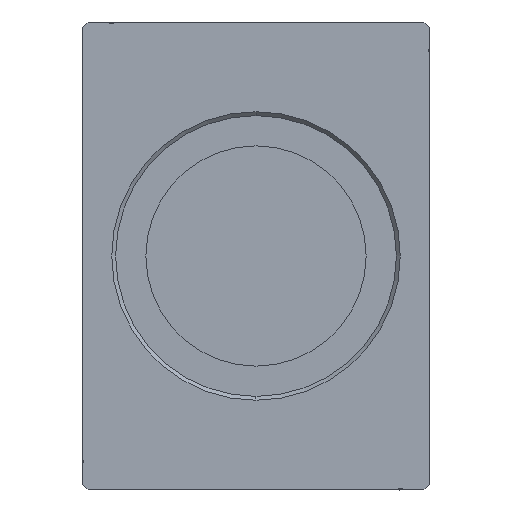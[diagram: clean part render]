
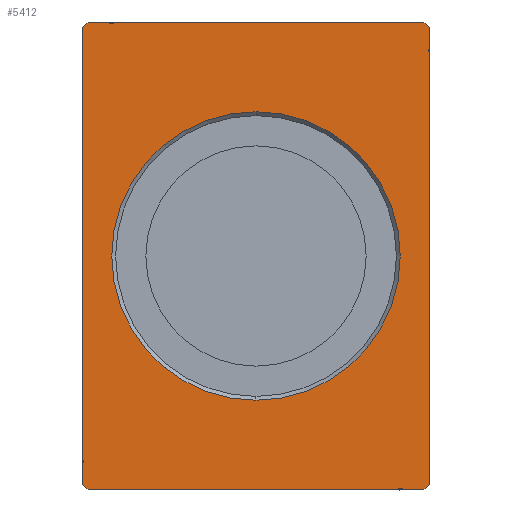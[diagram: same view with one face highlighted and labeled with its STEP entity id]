
A CAD part, left-side view. The second image highlights one B-rep face of the part: STEP entity #5412.
In plain terms, the highlighted planar face has unit normal (-1, 0, 0).
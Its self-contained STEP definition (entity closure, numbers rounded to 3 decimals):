
#442 = ORIENTED_EDGE ( 'NONE', *, *, #26690, .T. ) ;
#554 = DIRECTION ( 'NONE',  ( 0., -0.707, 0.707 ) ) ;
#1020 = ORIENTED_EDGE ( 'NONE', *, *, #35901, .F. ) ;
#1033 = DIRECTION ( 'NONE',  ( 0., -1., 0. ) ) ;
#1720 = LINE ( 'NONE', #17276, #32423 ) ;
#2116 = ORIENTED_EDGE ( 'NONE', *, *, #31325, .T. ) ;
#2528 = CARTESIAN_POINT ( 'NONE',  ( 0., 0., 0. ) ) ;
#2615 = EDGE_CURVE ( 'NONE', #33875, #21777, #19297, .T. ) ;
#2803 = ORIENTED_EDGE ( 'NONE', *, *, #33977, .F. ) ;
#3792 = CARTESIAN_POINT ( 'NONE',  ( 0., 0., -26.2 ) ) ;
#4182 = EDGE_CURVE ( 'NONE', #6717, #9531, #29731, .T. ) ;
#4796 = CARTESIAN_POINT ( 'NONE',  ( 0., 0., 26.2 ) ) ;
#4849 = DIRECTION ( 'NONE',  ( 0., 1., 0. ) ) ;
#5132 = DIRECTION ( 'NONE',  ( 0., 0.707, -0.707 ) ) ;
#5246 = CARTESIAN_POINT ( 'NONE',  ( 0., 0., 0. ) ) ;
#5412 = ADVANCED_FACE ( 'NONE', ( #37508, #11856 ), #6039, .F. ) ;
#6039 = PLANE ( 'NONE',  #19114 ) ;
#6434 = CARTESIAN_POINT ( 'NONE',  ( 0., -31.5, 41.5 ) ) ;
#6717 = VERTEX_POINT ( 'NONE', #17822 ) ;
#6844 = DIRECTION ( 'NONE',  ( 0., 0., -1. ) ) ;
#8735 = CARTESIAN_POINT ( 'NONE',  ( 0., 31.5, 41.5 ) ) ;
#9148 = DIRECTION ( 'NONE',  ( 1., 0., 0. ) ) ;
#9531 = VERTEX_POINT ( 'NONE', #36902 ) ;
#10079 = LINE ( 'NONE', #18990, #28771 ) ;
#10193 = CARTESIAN_POINT ( 'NONE',  ( 0., -30.5, 42.5 ) ) ;
#10259 = VERTEX_POINT ( 'NONE', #13576 ) ;
#11856 = FACE_OUTER_BOUND ( 'NONE', #33451, .T. ) ;
#13005 = EDGE_LOOP ( 'NONE', ( #2116, #442 ) ) ;
#13079 = VERTEX_POINT ( 'NONE', #3792 ) ;
#13576 = CARTESIAN_POINT ( 'NONE',  ( 0., 30.5, 42.5 ) ) ;
#13870 = VERTEX_POINT ( 'NONE', #4796 ) ;
#14034 = EDGE_CURVE ( 'NONE', #24636, #10259, #10079, .T. ) ;
#14047 = CARTESIAN_POINT ( 'NONE',  ( 0., -30.5, 42.5 ) ) ;
#14568 = DIRECTION ( 'NONE',  ( 1., 0., 0. ) ) ;
#14892 = DIRECTION ( 'NONE',  ( 0., 0., -1. ) ) ;
#16816 = ORIENTED_EDGE ( 'NONE', *, *, #33408, .F. ) ;
#16913 = ORIENTED_EDGE ( 'NONE', *, *, #23810, .F. ) ;
#17107 = VECTOR ( 'NONE', #5132, 1000. ) ;
#17276 = CARTESIAN_POINT ( 'NONE',  ( 0., 31.5, -41.5 ) ) ;
#17467 = DIRECTION ( 'NONE',  ( 0., 0., 1. ) ) ;
#17822 = CARTESIAN_POINT ( 'NONE',  ( 0., -30.5, -42.5 ) ) ;
#18471 = DIRECTION ( 'NONE',  ( 0., 0., -1. ) ) ;
#18990 = CARTESIAN_POINT ( 'NONE',  ( 0., 31.5, 41.5 ) ) ;
#19011 = VECTOR ( 'NONE', #6844, 1000. ) ;
#19114 = AXIS2_PLACEMENT_3D ( 'NONE', #2528, #9148, #18471 ) ;
#19297 = LINE ( 'NONE', #6434, #19011 ) ;
#21413 = ORIENTED_EDGE ( 'NONE', *, *, #38803, .F. ) ;
#21777 = VERTEX_POINT ( 'NONE', #22338 ) ;
#22338 = CARTESIAN_POINT ( 'NONE',  ( 0., -31.5, -41.5 ) ) ;
#22362 = VECTOR ( 'NONE', #4849, 1000. ) ;
#23116 = CARTESIAN_POINT ( 'NONE',  ( 0., -30.5, -42.5 ) ) ;
#23810 = EDGE_CURVE ( 'NONE', #10259, #25485, #36423, .T. ) ;
#24636 = VERTEX_POINT ( 'NONE', #8735 ) ;
#25326 = LINE ( 'NONE', #10193, #31651 ) ;
#25485 = VERTEX_POINT ( 'NONE', #14047 ) ;
#26298 = CARTESIAN_POINT ( 'NONE',  ( 0., 30.5, 42.5 ) ) ;
#26302 = AXIS2_PLACEMENT_3D ( 'NONE', #30443, #27328, #14892 ) ;
#26690 = EDGE_CURVE ( 'NONE', #13079, #13870, #33069, .T. ) ;
#27328 = DIRECTION ( 'NONE',  ( 1., 0., 0. ) ) ;
#27817 = ORIENTED_EDGE ( 'NONE', *, *, #14034, .F. ) ;
#28658 = DIRECTION ( 'NONE',  ( 0., 0.707, 0.707 ) ) ;
#28771 = VECTOR ( 'NONE', #554, 1000. ) ;
#29270 = VERTEX_POINT ( 'NONE', #38646 ) ;
#29482 = LINE ( 'NONE', #32379, #31062 ) ;
#29731 = LINE ( 'NONE', #23116, #22362 ) ;
#30443 = CARTESIAN_POINT ( 'NONE',  ( 0., 0., 0. ) ) ;
#31062 = VECTOR ( 'NONE', #28658, 1000. ) ;
#31325 = EDGE_CURVE ( 'NONE', #13870, #13079, #31693, .T. ) ;
#31327 = DIRECTION ( 'NONE',  ( 0., -0.707, -0.707 ) ) ;
#31651 = VECTOR ( 'NONE', #31327, 1000. ) ;
#31693 = CIRCLE ( 'NONE', #26302, 26.2 ) ;
#32379 = CARTESIAN_POINT ( 'NONE',  ( 0., 30.5, -42.5 ) ) ;
#32423 = VECTOR ( 'NONE', #17467, 1000. ) ;
#32516 = ORIENTED_EDGE ( 'NONE', *, *, #2615, .F. ) ;
#32938 = VECTOR ( 'NONE', #1033, 1000. ) ;
#33069 = CIRCLE ( 'NONE', #37715, 26.2 ) ;
#33206 = DIRECTION ( 'NONE',  ( 0., 0., -1. ) ) ;
#33408 = EDGE_CURVE ( 'NONE', #25485, #33875, #25326, .T. ) ;
#33451 = EDGE_LOOP ( 'NONE', ( #27817, #21413, #1020, #38652, #2803, #32516, #16816, #16913 ) ) ;
#33502 = CARTESIAN_POINT ( 'NONE',  ( 0., -31.5, -41.5 ) ) ;
#33875 = VERTEX_POINT ( 'NONE', #39320 ) ;
#33977 = EDGE_CURVE ( 'NONE', #21777, #6717, #36814, .T. ) ;
#35901 = EDGE_CURVE ( 'NONE', #9531, #29270, #29482, .T. ) ;
#36423 = LINE ( 'NONE', #26298, #32938 ) ;
#36814 = LINE ( 'NONE', #33502, #17107 ) ;
#36902 = CARTESIAN_POINT ( 'NONE',  ( 0., 30.5, -42.5 ) ) ;
#37508 = FACE_BOUND ( 'NONE', #13005, .T. ) ;
#37715 = AXIS2_PLACEMENT_3D ( 'NONE', #5246, #14568, #33206 ) ;
#38646 = CARTESIAN_POINT ( 'NONE',  ( 0., 31.5, -41.5 ) ) ;
#38652 = ORIENTED_EDGE ( 'NONE', *, *, #4182, .F. ) ;
#38803 = EDGE_CURVE ( 'NONE', #29270, #24636, #1720, .T. ) ;
#39320 = CARTESIAN_POINT ( 'NONE',  ( 0., -31.5, 41.5 ) ) ;
